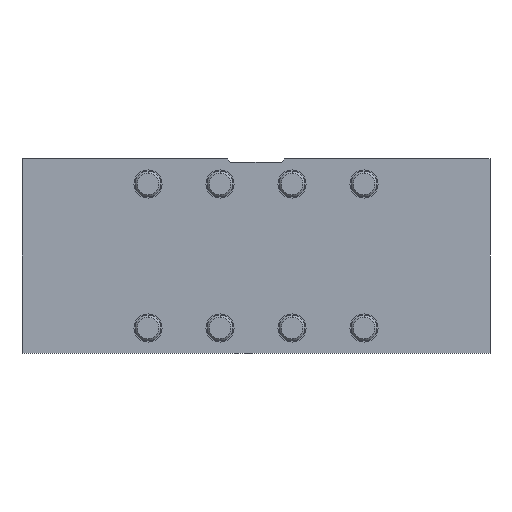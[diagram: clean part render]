
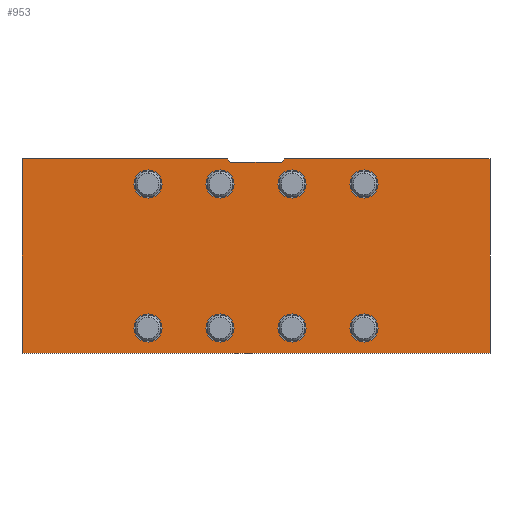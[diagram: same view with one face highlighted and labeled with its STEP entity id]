
A CAD part, front view. The second image highlights one B-rep face of the part: STEP entity #953.
In plain terms, the highlighted planar face has unit normal (0, -1, 0).
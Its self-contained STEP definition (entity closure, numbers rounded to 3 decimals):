
#2=CARTESIAN_POINT('',(150.,0.,-100.));
#3=DIRECTION('',(0.,-1.,0.));
#4=DIRECTION('',(1.,0.,0.));
#5=AXIS2_PLACEMENT_3D('',#2,#3,#4);
#7=CARTESIAN_POINT('',(150.,0.,-100.));
#8=DIRECTION('',(0.,-1.,0.));
#9=DIRECTION('',(-1.,0.,0.));
#10=AXIS2_PLACEMENT_3D('',#7,#8,#9);
#12=CARTESIAN_POINT('',(50.,0.,-100.));
#13=DIRECTION('',(0.,-1.,0.));
#14=DIRECTION('',(1.,0.,0.));
#15=AXIS2_PLACEMENT_3D('',#12,#13,#14);
#17=CARTESIAN_POINT('',(50.,0.,-100.));
#18=DIRECTION('',(0.,-1.,0.));
#19=DIRECTION('',(-1.,0.,0.));
#20=AXIS2_PLACEMENT_3D('',#17,#18,#19);
#22=CARTESIAN_POINT('',(-50.,0.,-100.));
#23=DIRECTION('',(0.,-1.,0.));
#24=DIRECTION('',(1.,0.,0.));
#25=AXIS2_PLACEMENT_3D('',#22,#23,#24);
#27=CARTESIAN_POINT('',(-50.,0.,-100.));
#28=DIRECTION('',(0.,-1.,0.));
#29=DIRECTION('',(-1.,0.,0.));
#30=AXIS2_PLACEMENT_3D('',#27,#28,#29);
#32=CARTESIAN_POINT('',(-150.,0.,-100.));
#33=DIRECTION('',(0.,-1.,0.));
#34=DIRECTION('',(1.,0.,0.));
#35=AXIS2_PLACEMENT_3D('',#32,#33,#34);
#37=CARTESIAN_POINT('',(-150.,0.,-100.));
#38=DIRECTION('',(0.,-1.,0.));
#39=DIRECTION('',(-1.,0.,0.));
#40=AXIS2_PLACEMENT_3D('',#37,#38,#39);
#42=CARTESIAN_POINT('',(150.,0.,100.));
#43=DIRECTION('',(0.,-1.,0.));
#44=DIRECTION('',(1.,0.,0.));
#45=AXIS2_PLACEMENT_3D('',#42,#43,#44);
#47=CARTESIAN_POINT('',(150.,0.,100.));
#48=DIRECTION('',(0.,-1.,0.));
#49=DIRECTION('',(-1.,0.,0.));
#50=AXIS2_PLACEMENT_3D('',#47,#48,#49);
#52=CARTESIAN_POINT('',(50.,0.,100.));
#53=DIRECTION('',(0.,-1.,0.));
#54=DIRECTION('',(1.,0.,0.));
#55=AXIS2_PLACEMENT_3D('',#52,#53,#54);
#57=CARTESIAN_POINT('',(50.,0.,100.));
#58=DIRECTION('',(0.,-1.,0.));
#59=DIRECTION('',(-1.,0.,0.));
#60=AXIS2_PLACEMENT_3D('',#57,#58,#59);
#62=CARTESIAN_POINT('',(-50.,0.,100.));
#63=DIRECTION('',(0.,-1.,0.));
#64=DIRECTION('',(1.,0.,0.));
#65=AXIS2_PLACEMENT_3D('',#62,#63,#64);
#67=CARTESIAN_POINT('',(-50.,0.,100.));
#68=DIRECTION('',(0.,-1.,0.));
#69=DIRECTION('',(-1.,0.,0.));
#70=AXIS2_PLACEMENT_3D('',#67,#68,#69);
#72=CARTESIAN_POINT('',(-150.,0.,100.));
#73=DIRECTION('',(0.,-1.,0.));
#74=DIRECTION('',(1.,0.,0.));
#75=AXIS2_PLACEMENT_3D('',#72,#73,#74);
#77=CARTESIAN_POINT('',(-150.,0.,100.));
#78=DIRECTION('',(0.,-1.,0.));
#79=DIRECTION('',(-1.,0.,0.));
#80=AXIS2_PLACEMENT_3D('',#77,#78,#79);
#82=DIRECTION('',(-0.707,0.,-0.707));
#83=VECTOR('',#82,7.071);
#84=CARTESIAN_POINT('',(40.,0.,135.));
#85=LINE('',#84,#83);
#86=DIRECTION('',(1.,0.,0.));
#87=VECTOR('',#86,285.);
#88=CARTESIAN_POINT('',(40.,0.,135.));
#89=LINE('',#88,#87);
#90=DIRECTION('',(0.,0.,-1.));
#91=VECTOR('',#90,270.);
#92=CARTESIAN_POINT('',(325.,0.,135.));
#93=LINE('',#92,#91);
#94=DIRECTION('',(-1.,0.,0.));
#95=VECTOR('',#94,650.);
#96=CARTESIAN_POINT('',(325.,0.,-135.));
#97=LINE('',#96,#95);
#98=DIRECTION('',(0.,0.,1.));
#99=VECTOR('',#98,270.);
#100=CARTESIAN_POINT('',(-325.,0.,-135.));
#101=LINE('',#100,#99);
#102=DIRECTION('',(1.,0.,0.));
#103=VECTOR('',#102,285.);
#104=CARTESIAN_POINT('',(-325.,0.,135.));
#105=LINE('',#104,#103);
#106=DIRECTION('',(-0.707,0.,0.707));
#107=VECTOR('',#106,7.071);
#108=CARTESIAN_POINT('',(-35.,0.,130.));
#109=LINE('',#108,#107);
#110=DIRECTION('',(-1.,0.,0.));
#111=VECTOR('',#110,70.);
#112=CARTESIAN_POINT('',(35.,0.,130.));
#113=LINE('',#112,#111);
#690=CARTESIAN_POINT('',(325.,0.,135.));
#691=CARTESIAN_POINT('',(325.,0.,-135.));
#692=VERTEX_POINT('',#690);
#693=VERTEX_POINT('',#691);
#694=CARTESIAN_POINT('',(-325.,0.,-135.));
#695=VERTEX_POINT('',#694);
#696=CARTESIAN_POINT('',(-325.,0.,135.));
#697=VERTEX_POINT('',#696);
#706=CARTESIAN_POINT('',(169.5,0.,-100.));
#707=CARTESIAN_POINT('',(130.5,0.,-100.));
#708=VERTEX_POINT('',#706);
#709=VERTEX_POINT('',#707);
#726=CARTESIAN_POINT('',(69.5,0.,-100.));
#727=CARTESIAN_POINT('',(30.5,0.,-100.));
#728=VERTEX_POINT('',#726);
#729=VERTEX_POINT('',#727);
#746=CARTESIAN_POINT('',(-30.5,0.,-100.));
#747=CARTESIAN_POINT('',(-69.5,0.,-100.));
#748=VERTEX_POINT('',#746);
#749=VERTEX_POINT('',#747);
#766=CARTESIAN_POINT('',(-130.5,0.,-100.));
#767=CARTESIAN_POINT('',(-169.5,0.,-100.));
#768=VERTEX_POINT('',#766);
#769=VERTEX_POINT('',#767);
#786=CARTESIAN_POINT('',(169.5,0.,100.));
#787=CARTESIAN_POINT('',(130.5,0.,100.));
#788=VERTEX_POINT('',#786);
#789=VERTEX_POINT('',#787);
#806=CARTESIAN_POINT('',(69.5,0.,100.));
#807=CARTESIAN_POINT('',(30.5,0.,100.));
#808=VERTEX_POINT('',#806);
#809=VERTEX_POINT('',#807);
#826=CARTESIAN_POINT('',(-30.5,0.,100.));
#827=CARTESIAN_POINT('',(-69.5,0.,100.));
#828=VERTEX_POINT('',#826);
#829=VERTEX_POINT('',#827);
#846=CARTESIAN_POINT('',(-130.5,0.,100.));
#847=CARTESIAN_POINT('',(-169.5,0.,100.));
#848=VERTEX_POINT('',#846);
#849=VERTEX_POINT('',#847);
#866=CARTESIAN_POINT('',(40.,0.,135.));
#867=CARTESIAN_POINT('',(35.,0.,130.));
#868=VERTEX_POINT('',#866);
#869=VERTEX_POINT('',#867);
#870=CARTESIAN_POINT('',(-35.,0.,130.));
#871=VERTEX_POINT('',#870);
#872=CARTESIAN_POINT('',(-40.,0.,135.));
#873=VERTEX_POINT('',#872);
#882=CARTESIAN_POINT('',(0.,0.,0.));
#883=DIRECTION('',(0.,1.,0.));
#884=DIRECTION('',(1.,0.,0.));
#885=AXIS2_PLACEMENT_3D('',#882,#883,#884);
#886=PLANE('',#885);
#888=ORIENTED_EDGE('',*,*,#887,.F.);
#890=ORIENTED_EDGE('',*,*,#889,.T.);
#892=ORIENTED_EDGE('',*,*,#891,.T.);
#894=ORIENTED_EDGE('',*,*,#893,.T.);
#896=ORIENTED_EDGE('',*,*,#895,.T.);
#898=ORIENTED_EDGE('',*,*,#897,.T.);
#900=ORIENTED_EDGE('',*,*,#899,.F.);
#902=ORIENTED_EDGE('',*,*,#901,.F.);
#903=EDGE_LOOP('',(#888,#890,#892,#894,#896,#898,#900,#902));
#904=FACE_OUTER_BOUND('',#903,.F.);
#906=ORIENTED_EDGE('',*,*,#905,.T.);
#908=ORIENTED_EDGE('',*,*,#907,.T.);
#909=EDGE_LOOP('',(#906,#908));
#910=FACE_BOUND('',#909,.F.);
#912=ORIENTED_EDGE('',*,*,#911,.T.);
#914=ORIENTED_EDGE('',*,*,#913,.T.);
#915=EDGE_LOOP('',(#912,#914));
#916=FACE_BOUND('',#915,.F.);
#918=ORIENTED_EDGE('',*,*,#917,.T.);
#920=ORIENTED_EDGE('',*,*,#919,.T.);
#921=EDGE_LOOP('',(#918,#920));
#922=FACE_BOUND('',#921,.F.);
#924=ORIENTED_EDGE('',*,*,#923,.T.);
#926=ORIENTED_EDGE('',*,*,#925,.T.);
#927=EDGE_LOOP('',(#924,#926));
#928=FACE_BOUND('',#927,.F.);
#930=ORIENTED_EDGE('',*,*,#929,.T.);
#932=ORIENTED_EDGE('',*,*,#931,.T.);
#933=EDGE_LOOP('',(#930,#932));
#934=FACE_BOUND('',#933,.F.);
#936=ORIENTED_EDGE('',*,*,#935,.T.);
#938=ORIENTED_EDGE('',*,*,#937,.T.);
#939=EDGE_LOOP('',(#936,#938));
#940=FACE_BOUND('',#939,.F.);
#942=ORIENTED_EDGE('',*,*,#941,.T.);
#944=ORIENTED_EDGE('',*,*,#943,.T.);
#945=EDGE_LOOP('',(#942,#944));
#946=FACE_BOUND('',#945,.F.);
#948=ORIENTED_EDGE('',*,*,#947,.T.);
#950=ORIENTED_EDGE('',*,*,#949,.T.);
#951=EDGE_LOOP('',(#948,#950));
#952=FACE_BOUND('',#951,.F.);
#953=ADVANCED_FACE('',(#904,#910,#916,#922,#928,#934,#940,#946,#952),#886,.F.);
#6=CIRCLE('',#5,19.5);
#11=CIRCLE('',#10,19.5);
#16=CIRCLE('',#15,19.5);
#21=CIRCLE('',#20,19.5);
#26=CIRCLE('',#25,19.5);
#31=CIRCLE('',#30,19.5);
#36=CIRCLE('',#35,19.5);
#41=CIRCLE('',#40,19.5);
#46=CIRCLE('',#45,19.5);
#51=CIRCLE('',#50,19.5);
#56=CIRCLE('',#55,19.5);
#61=CIRCLE('',#60,19.5);
#66=CIRCLE('',#65,19.5);
#71=CIRCLE('',#70,19.5);
#76=CIRCLE('',#75,19.5);
#81=CIRCLE('',#80,19.5);
#887=EDGE_CURVE('',#868,#869,#85,.T.);
#889=EDGE_CURVE('',#868,#692,#89,.T.);
#891=EDGE_CURVE('',#692,#693,#93,.T.);
#893=EDGE_CURVE('',#693,#695,#97,.T.);
#895=EDGE_CURVE('',#695,#697,#101,.T.);
#897=EDGE_CURVE('',#697,#873,#105,.T.);
#899=EDGE_CURVE('',#871,#873,#109,.T.);
#901=EDGE_CURVE('',#869,#871,#113,.T.);
#905=EDGE_CURVE('',#708,#709,#6,.T.);
#907=EDGE_CURVE('',#709,#708,#11,.T.);
#911=EDGE_CURVE('',#728,#729,#16,.T.);
#913=EDGE_CURVE('',#729,#728,#21,.T.);
#917=EDGE_CURVE('',#748,#749,#26,.T.);
#919=EDGE_CURVE('',#749,#748,#31,.T.);
#923=EDGE_CURVE('',#768,#769,#36,.T.);
#925=EDGE_CURVE('',#769,#768,#41,.T.);
#929=EDGE_CURVE('',#788,#789,#46,.T.);
#931=EDGE_CURVE('',#789,#788,#51,.T.);
#935=EDGE_CURVE('',#808,#809,#56,.T.);
#937=EDGE_CURVE('',#809,#808,#61,.T.);
#941=EDGE_CURVE('',#828,#829,#66,.T.);
#943=EDGE_CURVE('',#829,#828,#71,.T.);
#947=EDGE_CURVE('',#848,#849,#76,.T.);
#949=EDGE_CURVE('',#849,#848,#81,.T.);
